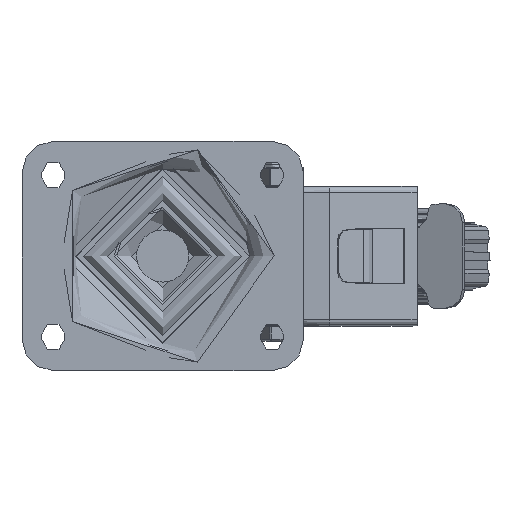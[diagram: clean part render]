
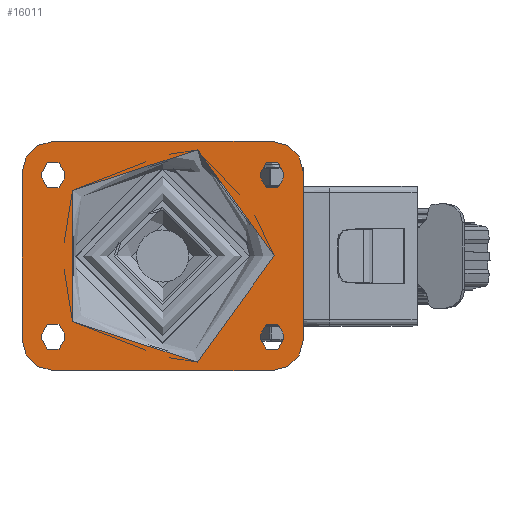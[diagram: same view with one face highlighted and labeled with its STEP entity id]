
A CAD part, top view. The second image highlights one B-rep face of the part: STEP entity #16011.
In plain terms, the highlighted planar face has unit normal (0, 0, 1).
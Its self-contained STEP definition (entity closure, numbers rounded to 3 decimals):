
#296=FACE_BOUND('',#5067,.T.);
#297=FACE_BOUND('',#5068,.T.);
#298=FACE_BOUND('',#5069,.T.);
#299=FACE_BOUND('',#5070,.T.);
#300=FACE_BOUND('',#5071,.T.);
#447=PLANE('',#17303);
#988=LINE('',#24844,#1986);
#989=LINE('',#24845,#1987);
#990=LINE('',#24846,#1988);
#991=LINE('',#24847,#1989);
#992=LINE('',#24850,#1990);
#993=LINE('',#24854,#1991);
#994=LINE('',#24858,#1992);
#995=LINE('',#24862,#1993);
#996=LINE('',#24866,#1994);
#997=LINE('',#24870,#1995);
#998=LINE('',#24874,#1996);
#999=LINE('',#24878,#1997);
#1986=VECTOR('',#19436,1000.);
#1987=VECTOR('',#19437,1000.);
#1988=VECTOR('',#19438,1000.);
#1989=VECTOR('',#19439,1000.);
#1990=VECTOR('',#19440,1000.);
#1991=VECTOR('',#19443,1000.);
#1992=VECTOR('',#19446,1000.);
#1993=VECTOR('',#19449,1000.);
#1994=VECTOR('',#19452,1000.);
#1995=VECTOR('',#19455,1000.);
#1996=VECTOR('',#19458,1000.);
#1997=VECTOR('',#19461,1000.);
#2837=CIRCLE('',#17069,15.);
#2839=CIRCLE('',#17072,15.);
#2841=CIRCLE('',#17075,15.);
#2843=CIRCLE('',#17078,15.);
#2860=CIRCLE('',#17101,53.478);
#2968=CIRCLE('',#17304,5.5);
#2969=CIRCLE('',#17305,5.5);
#2970=CIRCLE('',#17306,5.5);
#2971=CIRCLE('',#17307,5.5);
#2972=CIRCLE('',#17308,5.5);
#2973=CIRCLE('',#17309,5.5);
#2974=CIRCLE('',#17310,5.5);
#2975=CIRCLE('',#17311,5.5);
#4079=FACE_OUTER_BOUND('',#5066,.T.);
#5066=EDGE_LOOP('',(#11267,#11268,#11269,#11270,#11271,#11272,#11273,#11274));
#5067=EDGE_LOOP('',(#11275,#11276,#11277,#11278));
#5068=EDGE_LOOP('',(#11279,#11280,#11281,#11282));
#5069=EDGE_LOOP('',(#11283,#11284,#11285,#11286));
#5070=EDGE_LOOP('',(#11287,#11288,#11289,#11290));
#5071=EDGE_LOOP('',(#11291));
#6582=VERTEX_POINT('',#23620);
#6583=VERTEX_POINT('',#23621);
#6586=VERTEX_POINT('',#23629);
#6587=VERTEX_POINT('',#23630);
#6590=VERTEX_POINT('',#23638);
#6591=VERTEX_POINT('',#23639);
#6594=VERTEX_POINT('',#23647);
#6595=VERTEX_POINT('',#23648);
#6610=VERTEX_POINT('',#23690);
#6801=VERTEX_POINT('',#24848);
#6802=VERTEX_POINT('',#24849);
#6803=VERTEX_POINT('',#24851);
#6804=VERTEX_POINT('',#24853);
#6805=VERTEX_POINT('',#24856);
#6806=VERTEX_POINT('',#24857);
#6807=VERTEX_POINT('',#24859);
#6808=VERTEX_POINT('',#24861);
#6809=VERTEX_POINT('',#24864);
#6810=VERTEX_POINT('',#24865);
#6811=VERTEX_POINT('',#24867);
#6812=VERTEX_POINT('',#24869);
#6813=VERTEX_POINT('',#24872);
#6814=VERTEX_POINT('',#24873);
#6815=VERTEX_POINT('',#24875);
#6816=VERTEX_POINT('',#24877);
#8160=EDGE_CURVE('',#6582,#6583,#2837,.T.);
#8164=EDGE_CURVE('',#6586,#6587,#2839,.T.);
#8168=EDGE_CURVE('',#6590,#6591,#2841,.T.);
#8172=EDGE_CURVE('',#6594,#6595,#2843,.T.);
#8193=EDGE_CURVE('',#6610,#6610,#2860,.T.);
#8480=EDGE_CURVE('',#6587,#6582,#988,.T.);
#8481=EDGE_CURVE('',#6591,#6586,#989,.T.);
#8482=EDGE_CURVE('',#6595,#6590,#990,.T.);
#8483=EDGE_CURVE('',#6583,#6594,#991,.T.);
#8484=EDGE_CURVE('',#6801,#6802,#992,.T.);
#8485=EDGE_CURVE('',#6802,#6803,#2968,.T.);
#8486=EDGE_CURVE('',#6803,#6804,#993,.T.);
#8487=EDGE_CURVE('',#6804,#6801,#2969,.T.);
#8488=EDGE_CURVE('',#6805,#6806,#994,.T.);
#8489=EDGE_CURVE('',#6806,#6807,#2970,.T.);
#8490=EDGE_CURVE('',#6807,#6808,#995,.T.);
#8491=EDGE_CURVE('',#6808,#6805,#2971,.T.);
#8492=EDGE_CURVE('',#6809,#6810,#996,.T.);
#8493=EDGE_CURVE('',#6810,#6811,#2972,.T.);
#8494=EDGE_CURVE('',#6811,#6812,#997,.T.);
#8495=EDGE_CURVE('',#6812,#6809,#2973,.T.);
#8496=EDGE_CURVE('',#6813,#6814,#998,.T.);
#8497=EDGE_CURVE('',#6814,#6815,#2974,.T.);
#8498=EDGE_CURVE('',#6815,#6816,#999,.T.);
#8499=EDGE_CURVE('',#6816,#6813,#2975,.T.);
#11267=ORIENTED_EDGE('',*,*,#8160,.F.);
#11268=ORIENTED_EDGE('',*,*,#8480,.F.);
#11269=ORIENTED_EDGE('',*,*,#8164,.F.);
#11270=ORIENTED_EDGE('',*,*,#8481,.F.);
#11271=ORIENTED_EDGE('',*,*,#8168,.F.);
#11272=ORIENTED_EDGE('',*,*,#8482,.F.);
#11273=ORIENTED_EDGE('',*,*,#8172,.F.);
#11274=ORIENTED_EDGE('',*,*,#8483,.F.);
#11275=ORIENTED_EDGE('',*,*,#8484,.T.);
#11276=ORIENTED_EDGE('',*,*,#8485,.T.);
#11277=ORIENTED_EDGE('',*,*,#8486,.T.);
#11278=ORIENTED_EDGE('',*,*,#8487,.T.);
#11279=ORIENTED_EDGE('',*,*,#8488,.T.);
#11280=ORIENTED_EDGE('',*,*,#8489,.T.);
#11281=ORIENTED_EDGE('',*,*,#8490,.T.);
#11282=ORIENTED_EDGE('',*,*,#8491,.T.);
#11283=ORIENTED_EDGE('',*,*,#8492,.T.);
#11284=ORIENTED_EDGE('',*,*,#8493,.T.);
#11285=ORIENTED_EDGE('',*,*,#8494,.T.);
#11286=ORIENTED_EDGE('',*,*,#8495,.T.);
#11287=ORIENTED_EDGE('',*,*,#8496,.T.);
#11288=ORIENTED_EDGE('',*,*,#8497,.T.);
#11289=ORIENTED_EDGE('',*,*,#8498,.T.);
#11290=ORIENTED_EDGE('',*,*,#8499,.T.);
#11291=ORIENTED_EDGE('',*,*,#8193,.F.);
#16011=ADVANCED_FACE('',(#4079,#296,#297,#298,#299,#300),#447,.T.);
#17069=AXIS2_PLACEMENT_3D('',#23622,#18819,#18820);
#17072=AXIS2_PLACEMENT_3D('',#23631,#18827,#18828);
#17075=AXIS2_PLACEMENT_3D('',#23640,#18835,#18836);
#17078=AXIS2_PLACEMENT_3D('',#23649,#18843,#18844);
#17101=AXIS2_PLACEMENT_3D('',#23691,#18893,#18894);
#17303=AXIS2_PLACEMENT_3D('',#24843,#19434,#19435);
#17304=AXIS2_PLACEMENT_3D('',#24852,#19441,#19442);
#17305=AXIS2_PLACEMENT_3D('',#24855,#19444,#19445);
#17306=AXIS2_PLACEMENT_3D('',#24860,#19447,#19448);
#17307=AXIS2_PLACEMENT_3D('',#24863,#19450,#19451);
#17308=AXIS2_PLACEMENT_3D('',#24868,#19453,#19454);
#17309=AXIS2_PLACEMENT_3D('',#24871,#19456,#19457);
#17310=AXIS2_PLACEMENT_3D('',#24876,#19459,#19460);
#17311=AXIS2_PLACEMENT_3D('',#24879,#19462,#19463);
#18819=DIRECTION('center_axis',(0.,0.,-1.));
#18820=DIRECTION('ref_axis',(-0.707,-0.707,0.));
#18827=DIRECTION('center_axis',(0.,0.,-1.));
#18828=DIRECTION('ref_axis',(0.707,-0.707,0.));
#18835=DIRECTION('center_axis',(0.,0.,-1.));
#18836=DIRECTION('ref_axis',(0.707,0.707,0.));
#18843=DIRECTION('center_axis',(0.,0.,-1.));
#18844=DIRECTION('ref_axis',(-0.707,0.707,0.));
#18893=DIRECTION('center_axis',(0.,0.,1.));
#18894=DIRECTION('ref_axis',(0.,-1.,0.));
#19434=DIRECTION('center_axis',(0.,0.,1.));
#19435=DIRECTION('ref_axis',(1.,0.,0.));
#19436=DIRECTION('',(-1.,0.,0.));
#19437=DIRECTION('',(0.,-1.,0.));
#19438=DIRECTION('',(1.,0.,0.));
#19439=DIRECTION('',(0.,1.,0.));
#19440=DIRECTION('',(0.,1.,0.));
#19441=DIRECTION('center_axis',(0.,0.,-1.));
#19442=DIRECTION('ref_axis',(-1.,0.,0.));
#19443=DIRECTION('',(0.,-1.,0.));
#19444=DIRECTION('center_axis',(0.,0.,-1.));
#19445=DIRECTION('ref_axis',(-1.,0.,0.));
#19446=DIRECTION('',(0.,-1.,0.));
#19447=DIRECTION('center_axis',(0.,0.,-1.));
#19448=DIRECTION('ref_axis',(-1.,0.,0.));
#19449=DIRECTION('',(0.,1.,0.));
#19450=DIRECTION('center_axis',(0.,0.,-1.));
#19451=DIRECTION('ref_axis',(-1.,0.,0.));
#19452=DIRECTION('',(0.,1.,0.));
#19453=DIRECTION('center_axis',(0.,0.,-1.));
#19454=DIRECTION('ref_axis',(1.,0.,0.));
#19455=DIRECTION('',(0.,-1.,0.));
#19456=DIRECTION('center_axis',(0.,0.,-1.));
#19457=DIRECTION('ref_axis',(1.,0.,0.));
#19458=DIRECTION('',(0.,-1.,0.));
#19459=DIRECTION('center_axis',(0.,0.,-1.));
#19460=DIRECTION('ref_axis',(1.,0.,0.));
#19461=DIRECTION('',(0.,1.,0.));
#19462=DIRECTION('center_axis',(0.,0.,-1.));
#19463=DIRECTION('ref_axis',(1.,0.,0.));
#23620=CARTESIAN_POINT('',(-52.5,-55.,0.));
#23621=CARTESIAN_POINT('',(-67.5,-40.,0.));
#23622=CARTESIAN_POINT('Origin',(-52.5,-40.,0.));
#23629=CARTESIAN_POINT('',(67.5,-40.,0.));
#23630=CARTESIAN_POINT('',(52.5,-55.,0.));
#23631=CARTESIAN_POINT('Origin',(52.5,-40.,0.));
#23638=CARTESIAN_POINT('',(52.5,55.,0.));
#23639=CARTESIAN_POINT('',(67.5,40.,0.));
#23640=CARTESIAN_POINT('Origin',(52.5,40.,0.));
#23647=CARTESIAN_POINT('',(-67.5,40.,0.));
#23648=CARTESIAN_POINT('',(-52.5,55.,0.));
#23649=CARTESIAN_POINT('Origin',(-52.5,40.,0.));
#23690=CARTESIAN_POINT('',(53.478,0.,0.));
#23691=CARTESIAN_POINT('Origin',(0.,0.,0.));
#24843=CARTESIAN_POINT('Origin',(0.,0.,0.));
#24844=CARTESIAN_POINT('',(67.5,-55.,0.));
#24845=CARTESIAN_POINT('',(67.5,55.,0.));
#24846=CARTESIAN_POINT('',(-67.5,55.,0.));
#24847=CARTESIAN_POINT('',(-67.5,-55.,0.));
#24848=CARTESIAN_POINT('',(47.,-40.,0.));
#24849=CARTESIAN_POINT('',(47.,-37.5,0.));
#24850=CARTESIAN_POINT('',(47.,-40.,0.));
#24851=CARTESIAN_POINT('',(58.,-37.5,0.));
#24852=CARTESIAN_POINT('Origin',(52.5,-37.5,0.));
#24853=CARTESIAN_POINT('',(58.,-40.,0.));
#24854=CARTESIAN_POINT('',(58.,-40.,0.));
#24855=CARTESIAN_POINT('Origin',(52.5,-40.,0.));
#24856=CARTESIAN_POINT('',(58.,40.,0.));
#24857=CARTESIAN_POINT('',(58.,37.5,0.));
#24858=CARTESIAN_POINT('',(58.,40.,0.));
#24859=CARTESIAN_POINT('',(47.,37.5,0.));
#24860=CARTESIAN_POINT('Origin',(52.5,37.5,0.));
#24861=CARTESIAN_POINT('',(47.,40.,0.));
#24862=CARTESIAN_POINT('',(47.,40.,0.));
#24863=CARTESIAN_POINT('Origin',(52.5,40.,0.));
#24864=CARTESIAN_POINT('',(-58.,-40.,0.));
#24865=CARTESIAN_POINT('',(-58.,-37.5,0.));
#24866=CARTESIAN_POINT('',(-58.,-40.,0.));
#24867=CARTESIAN_POINT('',(-47.,-37.5,0.));
#24868=CARTESIAN_POINT('Origin',(-52.5,-37.5,0.));
#24869=CARTESIAN_POINT('',(-47.,-40.,0.));
#24870=CARTESIAN_POINT('',(-47.,-40.,0.));
#24871=CARTESIAN_POINT('Origin',(-52.5,-40.,0.));
#24872=CARTESIAN_POINT('',(-47.,40.,0.));
#24873=CARTESIAN_POINT('',(-47.,37.5,0.));
#24874=CARTESIAN_POINT('',(-47.,40.,0.));
#24875=CARTESIAN_POINT('',(-58.,37.5,0.));
#24876=CARTESIAN_POINT('Origin',(-52.5,37.5,0.));
#24877=CARTESIAN_POINT('',(-58.,40.,0.));
#24878=CARTESIAN_POINT('',(-58.,40.,0.));
#24879=CARTESIAN_POINT('Origin',(-52.5,40.,0.));
